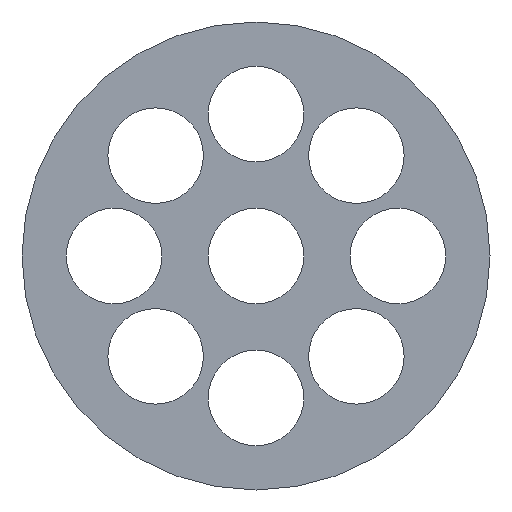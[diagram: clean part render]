
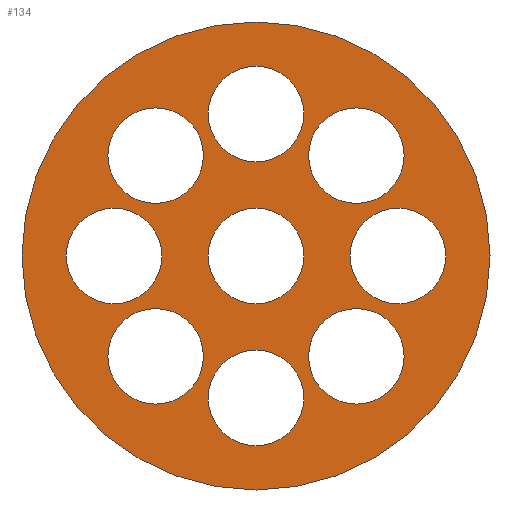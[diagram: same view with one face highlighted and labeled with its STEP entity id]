
A CAD part, left-side view. The second image highlights one B-rep face of the part: STEP entity #134.
In plain terms, the highlighted planar face has unit normal (-1, 0, 0).
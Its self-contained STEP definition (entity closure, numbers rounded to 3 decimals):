
#134 = ADVANCED_FACE( '', ( #284, #285, #286, #287, #288, #289, #290, #291, #292, #293 ), #294, .F. );
#284 = FACE_BOUND( '', #435, .T. );
#285 = FACE_BOUND( '', #436, .T. );
#286 = FACE_BOUND( '', #437, .T. );
#287 = FACE_BOUND( '', #438, .T. );
#288 = FACE_BOUND( '', #439, .T. );
#289 = FACE_BOUND( '', #440, .T. );
#290 = FACE_BOUND( '', #441, .T. );
#291 = FACE_BOUND( '', #442, .T. );
#292 = FACE_BOUND( '', #443, .T. );
#293 = FACE_OUTER_BOUND( '', #444, .T. );
#294 = PLANE( '', #445 );
#435 = EDGE_LOOP( '', ( #765 ) );
#436 = EDGE_LOOP( '', ( #766 ) );
#437 = EDGE_LOOP( '', ( #767 ) );
#438 = EDGE_LOOP( '', ( #768 ) );
#439 = EDGE_LOOP( '', ( #769 ) );
#440 = EDGE_LOOP( '', ( #770 ) );
#441 = EDGE_LOOP( '', ( #771 ) );
#442 = EDGE_LOOP( '', ( #772 ) );
#443 = EDGE_LOOP( '', ( #773 ) );
#444 = EDGE_LOOP( '', ( #774 ) );
#445 = AXIS2_PLACEMENT_3D( '', #775, #776, #777 );
#765 = ORIENTED_EDGE( '', *, *, #913, .T. );
#766 = ORIENTED_EDGE( '', *, *, #876, .T. );
#767 = ORIENTED_EDGE( '', *, *, #878, .T. );
#768 = ORIENTED_EDGE( '', *, *, #851, .T. );
#769 = ORIENTED_EDGE( '', *, *, #892, .T. );
#770 = ORIENTED_EDGE( '', *, *, #883, .T. );
#771 = ORIENTED_EDGE( '', *, *, #846, .T. );
#772 = ORIENTED_EDGE( '', *, *, #793, .T. );
#773 = ORIENTED_EDGE( '', *, *, #864, .T. );
#774 = ORIENTED_EDGE( '', *, *, #905, .F. );
#775 = CARTESIAN_POINT( '', ( 0., 0., 0. ) );
#776 = DIRECTION( '', ( 1., 0., 0. ) );
#777 = DIRECTION( '', ( 0., 0., -1. ) );
#793 = EDGE_CURVE( '', #928, #928, #929, .T. );
#846 = EDGE_CURVE( '', #1021, #1021, #1022, .T. );
#851 = EDGE_CURVE( '', #1028, #1028, #1029, .T. );
#864 = EDGE_CURVE( '', #1045, #1045, #1046, .T. );
#876 = EDGE_CURVE( '', #1062, #1062, #1063, .T. );
#878 = EDGE_CURVE( '', #1065, #1065, #1066, .T. );
#883 = EDGE_CURVE( '', #1072, #1072, #1073, .T. );
#892 = EDGE_CURVE( '', #1085, #1085, #1086, .T. );
#905 = EDGE_CURVE( '', #1101, #1101, #1102, .T. );
#913 = EDGE_CURVE( '', #1110, #1110, #1111, .T. );
#928 = VERTEX_POINT( '', #1130 );
#929 = CIRCLE( '', #1131, 3.45 );
#1021 = VERTEX_POINT( '', #1248 );
#1022 = CIRCLE( '', #1249, 3.45 );
#1028 = VERTEX_POINT( '', #1257 );
#1029 = CIRCLE( '', #1258, 3.45 );
#1045 = VERTEX_POINT( '', #1279 );
#1046 = CIRCLE( '', #1280, 3.45 );
#1062 = VERTEX_POINT( '', #1302 );
#1063 = CIRCLE( '', #1303, 3.45 );
#1065 = VERTEX_POINT( '', #1305 );
#1066 = CIRCLE( '', #1306, 3.45 );
#1072 = VERTEX_POINT( '', #1313 );
#1073 = CIRCLE( '', #1314, 3.45 );
#1085 = VERTEX_POINT( '', #1329 );
#1086 = CIRCLE( '', #1330, 3.45 );
#1101 = VERTEX_POINT( '', #1348 );
#1102 = CIRCLE( '', #1349, 16.9 );
#1110 = VERTEX_POINT( '', #1360 );
#1111 = CIRCLE( '', #1361, 3.45 );
#1130 = CARTESIAN_POINT( '', ( 0., -7.248, -10.698 ) );
#1131 = AXIS2_PLACEMENT_3D( '', #1371, #1372, #1373 );
#1248 = CARTESIAN_POINT( '', ( 0., 7.248, -10.698 ) );
#1249 = AXIS2_PLACEMENT_3D( '', #1459, #1460, #1461 );
#1257 = CARTESIAN_POINT( '', ( 0., 0., -3.45 ) );
#1258 = AXIS2_PLACEMENT_3D( '', #1464, #1465, #1466 );
#1279 = CARTESIAN_POINT( '', ( 0., 0., -13.7 ) );
#1280 = AXIS2_PLACEMENT_3D( '', #1478, #1479, #1480 );
#1302 = CARTESIAN_POINT( '', ( 0., -7.248, 3.798 ) );
#1303 = AXIS2_PLACEMENT_3D( '', #1490, #1491, #1492 );
#1305 = CARTESIAN_POINT( '', ( 0., 7.248, 3.798 ) );
#1306 = AXIS2_PLACEMENT_3D( '', #1493, #1494, #1495 );
#1313 = CARTESIAN_POINT( '', ( 0., 10.25, -3.45 ) );
#1314 = AXIS2_PLACEMENT_3D( '', #1500, #1501, #1502 );
#1329 = CARTESIAN_POINT( '', ( 0., -10.25, -3.45 ) );
#1330 = AXIS2_PLACEMENT_3D( '', #1512, #1513, #1514 );
#1348 = CARTESIAN_POINT( '', ( 0., 0., -16.9 ) );
#1349 = AXIS2_PLACEMENT_3D( '', #1527, #1528, #1529 );
#1360 = CARTESIAN_POINT( '', ( 0., 0., 6.8 ) );
#1361 = AXIS2_PLACEMENT_3D( '', #1533, #1534, #1535 );
#1371 = CARTESIAN_POINT( '', ( 0., -7.248, -7.248 ) );
#1372 = DIRECTION( '', ( 1., 0., 0. ) );
#1373 = DIRECTION( '', ( 0., 0., -1. ) );
#1459 = CARTESIAN_POINT( '', ( 0., 7.248, -7.248 ) );
#1460 = DIRECTION( '', ( 1., 0., 0. ) );
#1461 = DIRECTION( '', ( 0., 0., -1. ) );
#1464 = CARTESIAN_POINT( '', ( 0., 0., 0. ) );
#1465 = DIRECTION( '', ( 1., 0., 0. ) );
#1466 = DIRECTION( '', ( 0., 0., -1. ) );
#1478 = CARTESIAN_POINT( '', ( 0., 0., -10.25 ) );
#1479 = DIRECTION( '', ( 1., 0., 0. ) );
#1480 = DIRECTION( '', ( 0., 0., -1. ) );
#1490 = CARTESIAN_POINT( '', ( 0., -7.248, 7.248 ) );
#1491 = DIRECTION( '', ( 1., 0., 0. ) );
#1492 = DIRECTION( '', ( 0., 0., -1. ) );
#1493 = CARTESIAN_POINT( '', ( 0., 7.248, 7.248 ) );
#1494 = DIRECTION( '', ( 1., 0., 0. ) );
#1495 = DIRECTION( '', ( 0., 0., -1. ) );
#1500 = CARTESIAN_POINT( '', ( 0., 10.25, 0. ) );
#1501 = DIRECTION( '', ( 1., 0., 0. ) );
#1502 = DIRECTION( '', ( 0., 0., -1. ) );
#1512 = CARTESIAN_POINT( '', ( 0., -10.25, 0. ) );
#1513 = DIRECTION( '', ( 1., 0., 0. ) );
#1514 = DIRECTION( '', ( 0., 0., -1. ) );
#1527 = CARTESIAN_POINT( '', ( 0., 0., 0. ) );
#1528 = DIRECTION( '', ( 1., 0., 0. ) );
#1529 = DIRECTION( '', ( 0., 0., -1. ) );
#1533 = CARTESIAN_POINT( '', ( 0., 0., 10.25 ) );
#1534 = DIRECTION( '', ( 1., 0., 0. ) );
#1535 = DIRECTION( '', ( 0., 0., -1. ) );
